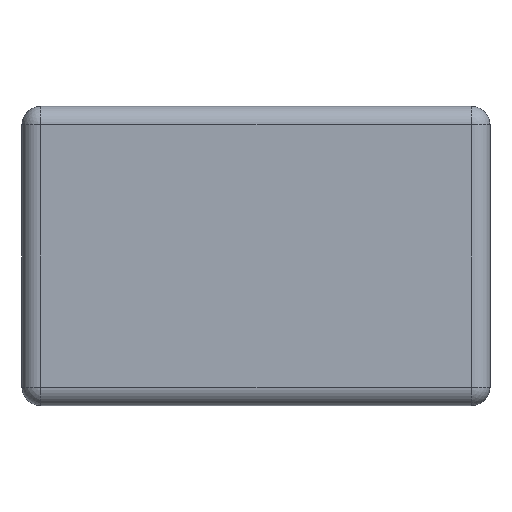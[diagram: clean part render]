
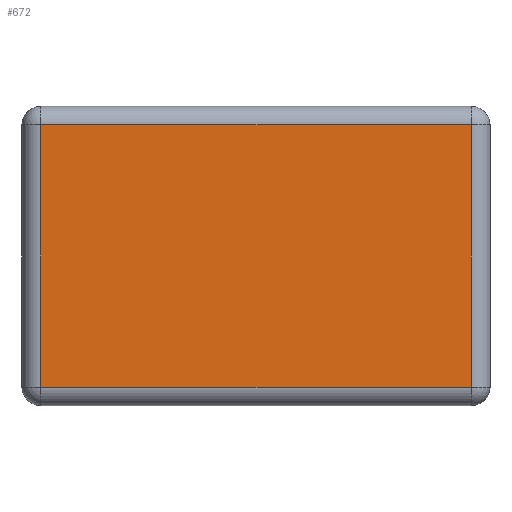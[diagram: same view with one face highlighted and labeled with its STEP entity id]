
A CAD part, left-side view. The second image highlights one B-rep face of the part: STEP entity #672.
In plain terms, the highlighted planar face has unit normal (-1, 0, 0).
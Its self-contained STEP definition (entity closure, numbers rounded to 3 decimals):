
#26=PLANE('',#738);
#44=LINE('',#1046,#100);
#48=LINE('',#1069,#104);
#52=LINE('',#1078,#108);
#53=LINE('',#1080,#109);
#100=VECTOR('',#820,2.3);
#104=VECTOR('',#846,2.3);
#108=VECTOR('',#856,1.4);
#109=VECTOR('',#859,1.4);
#188=FACE_OUTER_BOUND('',#234,.T.);
#234=EDGE_LOOP('',(#517,#518,#519,#520));
#306=VERTEX_POINT('',#1026);
#312=VERTEX_POINT('',#1041);
#314=VERTEX_POINT('',#1049);
#318=VERTEX_POINT('',#1061);
#371=EDGE_CURVE('',#306,#312,#44,.T.);
#382=EDGE_CURVE('',#318,#314,#48,.T.);
#387=EDGE_CURVE('',#312,#318,#52,.T.);
#388=EDGE_CURVE('',#314,#306,#53,.T.);
#517=ORIENTED_EDGE('',*,*,#382,.F.);
#518=ORIENTED_EDGE('',*,*,#387,.F.);
#519=ORIENTED_EDGE('',*,*,#371,.F.);
#520=ORIENTED_EDGE('',*,*,#388,.F.);
#672=ADVANCED_FACE('',(#188),#26,.F.);
#738=AXIS2_PLACEMENT_3D('',#1095,#877,#878);
#820=DIRECTION('',(0.,1.,0.));
#846=DIRECTION('',(0.,-1.,0.));
#856=DIRECTION('',(0.,0.,1.));
#859=DIRECTION('',(0.,0.,-1.));
#877=DIRECTION('center_axis',(1.,0.,0.));
#878=DIRECTION('ref_axis',(0.,0.,1.));
#1026=CARTESIAN_POINT('',(-1.6,-1.15,0.1));
#1041=CARTESIAN_POINT('',(-1.6,1.15,0.1));
#1046=CARTESIAN_POINT('',(-1.6,0.,0.1));
#1049=CARTESIAN_POINT('',(-1.6,-1.15,1.5));
#1061=CARTESIAN_POINT('',(-1.6,1.15,1.5));
#1069=CARTESIAN_POINT('',(-1.6,0.,1.5));
#1078=CARTESIAN_POINT('',(-1.6,1.15,0.8));
#1080=CARTESIAN_POINT('',(-1.6,-1.15,0.8));
#1095=CARTESIAN_POINT('Origin',(-1.6,0.,0.8));
